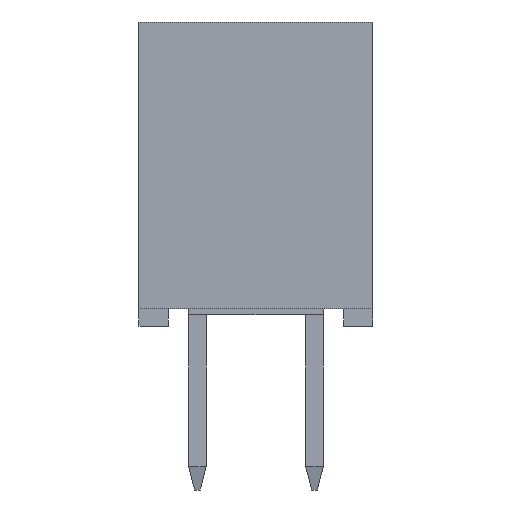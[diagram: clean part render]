
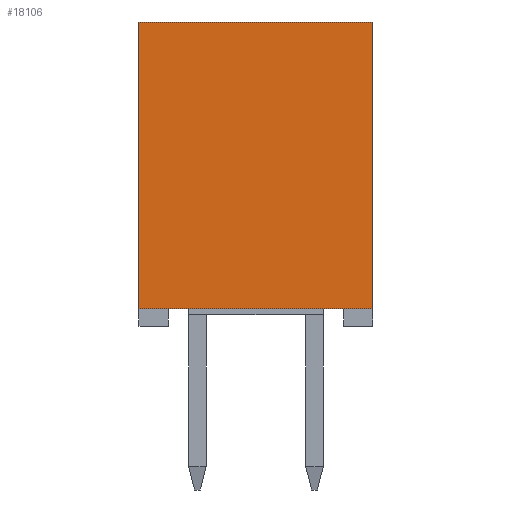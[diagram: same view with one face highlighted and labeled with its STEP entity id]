
A CAD part, front view. The second image highlights one B-rep face of the part: STEP entity #18106.
In plain terms, the highlighted face is planar.
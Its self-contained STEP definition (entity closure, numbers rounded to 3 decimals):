
#1675=ORIENTED_EDGE('',*,*,#5283,.F.);
#1676=ORIENTED_EDGE('',*,*,#5284,.F.);
#1677=ORIENTED_EDGE('',*,*,#5285,.F.);
#1678=ORIENTED_EDGE('',*,*,#5286,.F.);
#5283=EDGE_CURVE('',#7074,#7075,#8507,.T.);
#5284=EDGE_CURVE('',#7076,#7074,#8508,.T.);
#5285=EDGE_CURVE('',#7077,#7076,#8509,.T.);
#5286=EDGE_CURVE('',#7075,#7077,#8510,.T.);
#7074=VERTEX_POINT('',#24810);
#7075=VERTEX_POINT('',#24811);
#7076=VERTEX_POINT('',#24813);
#7077=VERTEX_POINT('',#24815);
#8507=LINE('',#24809,#10264);
#8508=LINE('',#24812,#10265);
#8509=LINE('',#24814,#10266);
#8510=LINE('',#24816,#10267);
#10264=VECTOR('',#20957,1000.);
#10265=VECTOR('',#20958,1000.);
#10266=VECTOR('',#20959,1000.);
#10267=VECTOR('',#20960,1000.);
#11525=EDGE_LOOP('',(#1675,#1676,#1677,#1678));
#12254=FACE_BOUND('',#11525,.T.);
#12973=PLANE('',#18857);
#18106=ADVANCED_FACE('',(#12254),#12973,.F.);
#18857=AXIS2_PLACEMENT_3D('',#24808,#20955,#20956);
#20955=DIRECTION('',(-1.,0.,0.));
#20956=DIRECTION('',(0.,0.,1.));
#20957=DIRECTION('',(0.,0.,1.));
#20958=DIRECTION('',(0.,-1.,0.));
#20959=DIRECTION('',(0.,0.,-1.));
#20960=DIRECTION('',(0.,1.,0.));
#24808=CARTESIAN_POINT('',(12.05,0.,0.));
#24809=CARTESIAN_POINT('',(12.05,-2.,-1.45));
#24810=CARTESIAN_POINT('',(12.05,-2.,-1.45));
#24811=CARTESIAN_POINT('',(12.05,-2.,3.45));
#24812=CARTESIAN_POINT('',(12.05,2.,-1.45));
#24813=CARTESIAN_POINT('',(12.05,2.,-1.45));
#24814=CARTESIAN_POINT('',(12.05,2.,1.45));
#24815=CARTESIAN_POINT('',(12.05,2.,3.45));
#24816=CARTESIAN_POINT('',(12.05,-2.,3.45));
